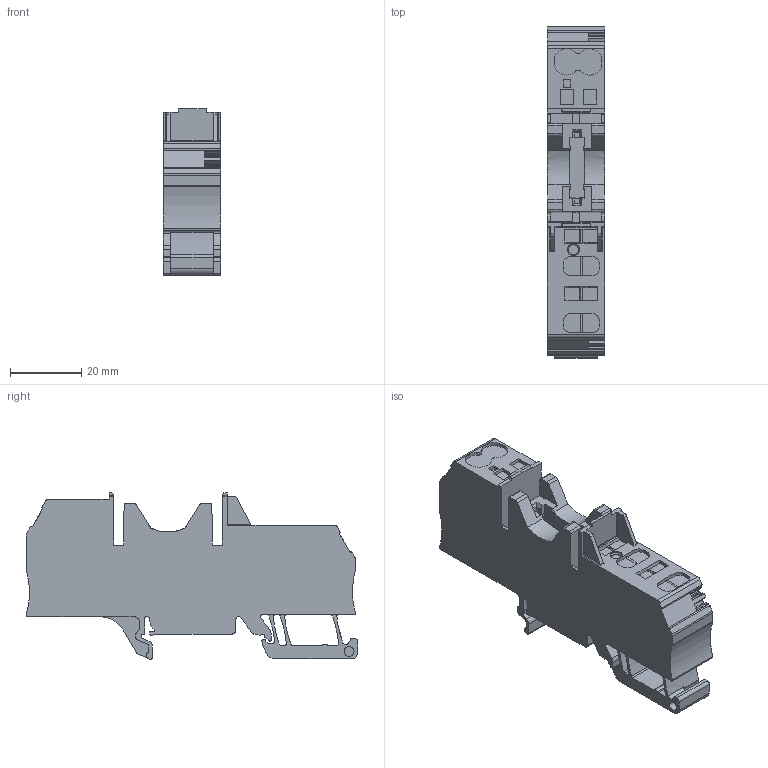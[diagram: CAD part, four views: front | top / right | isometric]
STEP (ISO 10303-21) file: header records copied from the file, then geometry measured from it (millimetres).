
FILE_DESCRIPTION(('CATIA V5R22 STEP214','CAx-IF Rec.Pracs.--- Model Styling and Organization---1.4--- 2014-01-23'),'2;1');
FILE_NAME ('010054-2_0', '2021-04-13T04:52:55+00:00', ('Weidmueller Interface'), ('Weidmueller'), 'CATIA Version 5-6 Release 2016 SP3 HF44', 'CATIA V5 STEP AP214', 'none');
FILE_SCHEMA(('AUTOMOTIVE_DESIGN { 1 0 10303 214 1 1 1 1 }'));
Length unit declared in the file: millimetre
Products named in the file (1): 53087_ZSI_2x6-4x2-5_1180_AllCATPart
Bounding box: 16 x 93.09 x 46.66 mm (x, y, z)
Volume: 41872.6 mm3; surface area: 14432.4 mm2
Topology: 1 solids, 3 shells, 533 faces, 1556 edges, 1037 vertices
Faces by surface type: plane 293, cylinder 222, cone 14, sphere 4
Entity records: 17196 total; most frequent: CARTESIAN_POINT 3548, ORIENTED_EDGE 3104, DIRECTION 2366, EDGE_CURVE 1552, VERTEX_POINT 1037, VECTOR 1021, LINE 1021, AXIS2_PLACEMENT_3D 887
